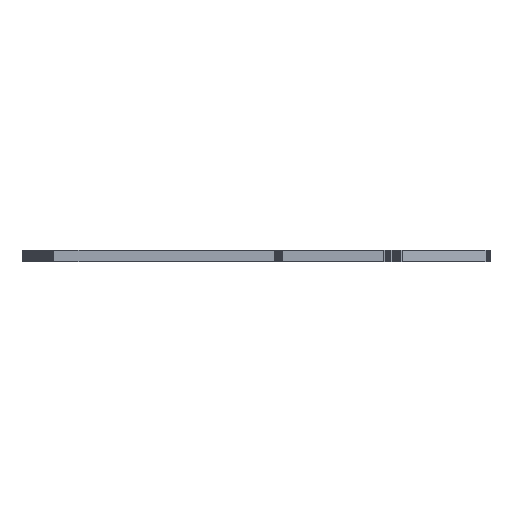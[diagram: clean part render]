
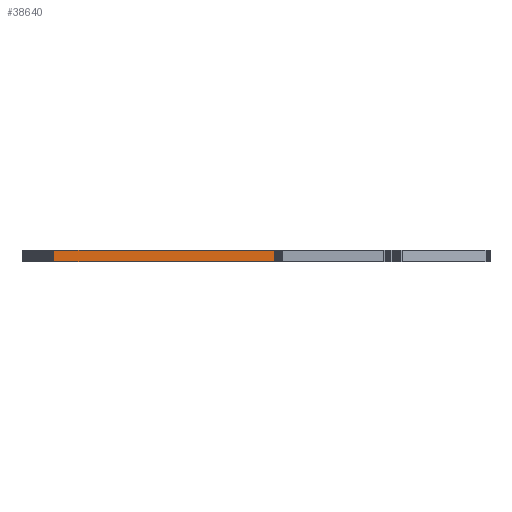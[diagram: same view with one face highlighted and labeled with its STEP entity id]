
A CAD part, left-side view. The second image highlights one B-rep face of the part: STEP entity #38640.
In plain terms, the highlighted face is a extrusion surface.
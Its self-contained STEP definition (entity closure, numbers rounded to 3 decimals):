
#73 = PLANE('',#74);
#74 = AXIS2_PLACEMENT_3D('',#75,#76,#77);
#75 = CARTESIAN_POINT('',(70.721,-57.486,3.));
#76 = DIRECTION('',(0.,0.,1.));
#77 = DIRECTION('',(1.,0.,0.));
#126 = PLANE('',#127);
#127 = AXIS2_PLACEMENT_3D('',#128,#129,#130);
#128 = CARTESIAN_POINT('',(70.721,-57.486,0.));
#129 = DIRECTION('',(0.,0.,1.));
#130 = DIRECTION('',(1.,0.,0.));
#6844 = VERTEX_POINT('',#6845);
#6845 = CARTESIAN_POINT('',(27.739,-8.1,0.));
#6857 = SURFACE_OF_LINEAR_EXTRUSION('',#6858,#6861);
#6858 = B_SPLINE_CURVE_WITH_KNOTS('',1,(#6859,#6860),.UNSPECIFIED.,.F.,
  .F.,(2,2),(0.,60.133),.PIECEWISE_BEZIER_KNOTS.);
#6859 = CARTESIAN_POINT('',(27.75,-7.948,0.));
#6860 = CARTESIAN_POINT('',(27.739,-8.1,0.));
#6861 = VECTOR('',#6862,1.);
#6862 = DIRECTION('',(-0.,-0.,-1.));
#6870 = EDGE_CURVE('',#6844,#6871,#6873,.T.);
#6871 = VERTEX_POINT('',#6872);
#6872 = CARTESIAN_POINT('',(27.739,-63.36,0.));
#6873 = SURFACE_CURVE('',#6874,(#6877,#6883),.PCURVE_S1.);
#6874 = B_SPLINE_CURVE_WITH_KNOTS('',1,(#6875,#6876),.UNSPECIFIED.,.F.,
  .F.,(2,2),(0.,21756.),.PIECEWISE_BEZIER_KNOTS.);
#6875 = CARTESIAN_POINT('',(27.739,-8.1,0.));
#6876 = CARTESIAN_POINT('',(27.739,-63.36,0.));
#6877 = PCURVE('',#126,#6878);
#6878 = DEFINITIONAL_REPRESENTATION('',(#6879),#6882);
#6879 = B_SPLINE_CURVE_WITH_KNOTS('',1,(#6880,#6881),.UNSPECIFIED.,.F.,
  .F.,(2,2),(0.,21756.),.PIECEWISE_BEZIER_KNOTS.);
#6880 = CARTESIAN_POINT('',(-42.981,49.386));
#6881 = CARTESIAN_POINT('',(-42.981,-5.875));
#6882 = ( GEOMETRIC_REPRESENTATION_CONTEXT(2) 
PARAMETRIC_REPRESENTATION_CONTEXT() REPRESENTATION_CONTEXT('2D SPACE',''
  ) );
#6883 = PCURVE('',#6884,#6890);
#6884 = SURFACE_OF_LINEAR_EXTRUSION('',#6885,#6888);
#6885 = B_SPLINE_CURVE_WITH_KNOTS('',1,(#6886,#6887),.UNSPECIFIED.,.F.,
  .F.,(2,2),(0.,21756.),.PIECEWISE_BEZIER_KNOTS.);
#6886 = CARTESIAN_POINT('',(27.739,-8.1,0.));
#6887 = CARTESIAN_POINT('',(27.739,-63.36,0.));
#6888 = VECTOR('',#6889,1.);
#6889 = DIRECTION('',(-0.,-0.,-1.));
#6890 = DEFINITIONAL_REPRESENTATION('',(#6891),#6895);
#6891 = LINE('',#6892,#6893);
#6892 = CARTESIAN_POINT('',(0.,0.));
#6893 = VECTOR('',#6894,1.);
#6894 = DIRECTION('',(1.,0.));
#6895 = ( GEOMETRIC_REPRESENTATION_CONTEXT(2) 
PARAMETRIC_REPRESENTATION_CONTEXT() REPRESENTATION_CONTEXT('2D SPACE',''
  ) );
#6911 = SURFACE_OF_LINEAR_EXTRUSION('',#6912,#6915);
#6912 = B_SPLINE_CURVE_WITH_KNOTS('',1,(#6913,#6914),.UNSPECIFIED.,.F.,
  .F.,(2,2),(0.,80.399),.PIECEWISE_BEZIER_KNOTS.);
#6913 = CARTESIAN_POINT('',(27.739,-63.36,0.));
#6914 = CARTESIAN_POINT('',(27.719,-63.564,0.));
#6915 = VECTOR('',#6916,1.);
#6916 = DIRECTION('',(-0.,-0.,-1.));
#23094 = VERTEX_POINT('',#23095);
#23095 = CARTESIAN_POINT('',(27.739,-8.1,3.));
#23114 = EDGE_CURVE('',#23094,#23115,#23117,.T.);
#23115 = VERTEX_POINT('',#23116);
#23116 = CARTESIAN_POINT('',(27.739,-63.36,3.));
#23117 = SURFACE_CURVE('',#23118,(#23121,#23127),.PCURVE_S1.);
#23118 = B_SPLINE_CURVE_WITH_KNOTS('',1,(#23119,#23120),.UNSPECIFIED.,
  .F.,.F.,(2,2),(0.,21756.),.PIECEWISE_BEZIER_KNOTS.);
#23119 = CARTESIAN_POINT('',(27.739,-8.1,3.));
#23120 = CARTESIAN_POINT('',(27.739,-63.36,3.));
#23121 = PCURVE('',#73,#23122);
#23122 = DEFINITIONAL_REPRESENTATION('',(#23123),#23126);
#23123 = B_SPLINE_CURVE_WITH_KNOTS('',1,(#23124,#23125),.UNSPECIFIED.,
  .F.,.F.,(2,2),(0.,21756.),.PIECEWISE_BEZIER_KNOTS.);
#23124 = CARTESIAN_POINT('',(-42.981,49.386));
#23125 = CARTESIAN_POINT('',(-42.981,-5.875));
#23126 = ( GEOMETRIC_REPRESENTATION_CONTEXT(2) 
PARAMETRIC_REPRESENTATION_CONTEXT() REPRESENTATION_CONTEXT('2D SPACE',''
  ) );
#23127 = PCURVE('',#6884,#23128);
#23128 = DEFINITIONAL_REPRESENTATION('',(#23129),#23133);
#23129 = LINE('',#23130,#23131);
#23130 = CARTESIAN_POINT('',(0.,-3.));
#23131 = VECTOR('',#23132,1.);
#23132 = DIRECTION('',(1.,0.));
#23133 = ( GEOMETRIC_REPRESENTATION_CONTEXT(2) 
PARAMETRIC_REPRESENTATION_CONTEXT() REPRESENTATION_CONTEXT('2D SPACE',''
  ) );
#38590 = EDGE_CURVE('',#6871,#23115,#38591,.T.);
#38591 = SURFACE_CURVE('',#38592,(#38596,#38603),.PCURVE_S1.);
#38592 = LINE('',#38593,#38594);
#38593 = CARTESIAN_POINT('',(27.739,-63.36,0.));
#38594 = VECTOR('',#38595,1.);
#38595 = DIRECTION('',(0.,0.,1.));
#38596 = PCURVE('',#6911,#38597);
#38597 = DEFINITIONAL_REPRESENTATION('',(#38598),#38602);
#38598 = LINE('',#38599,#38600);
#38599 = CARTESIAN_POINT('',(0.,0.));
#38600 = VECTOR('',#38601,1.);
#38601 = DIRECTION('',(0.,-1.));
#38602 = ( GEOMETRIC_REPRESENTATION_CONTEXT(2) 
PARAMETRIC_REPRESENTATION_CONTEXT() REPRESENTATION_CONTEXT('2D SPACE',''
  ) );
#38603 = PCURVE('',#6884,#38604);
#38604 = DEFINITIONAL_REPRESENTATION('',(#38605),#38609);
#38605 = LINE('',#38606,#38607);
#38606 = CARTESIAN_POINT('',(21756.,0.));
#38607 = VECTOR('',#38608,1.);
#38608 = DIRECTION('',(0.,-1.));
#38609 = ( GEOMETRIC_REPRESENTATION_CONTEXT(2) 
PARAMETRIC_REPRESENTATION_CONTEXT() REPRESENTATION_CONTEXT('2D SPACE',''
  ) );
#38640 = ADVANCED_FACE('',(#38641),#6884,.F.);
#38641 = FACE_BOUND('',#38642,.F.);
#38642 = EDGE_LOOP('',(#38643,#38664,#38665,#38666));
#38643 = ORIENTED_EDGE('',*,*,#38644,.T.);
#38644 = EDGE_CURVE('',#6844,#23094,#38645,.T.);
#38645 = SURFACE_CURVE('',#38646,(#38650,#38657),.PCURVE_S1.);
#38646 = LINE('',#38647,#38648);
#38647 = CARTESIAN_POINT('',(27.739,-8.1,0.));
#38648 = VECTOR('',#38649,1.);
#38649 = DIRECTION('',(0.,0.,1.));
#38650 = PCURVE('',#6884,#38651);
#38651 = DEFINITIONAL_REPRESENTATION('',(#38652),#38656);
#38652 = LINE('',#38653,#38654);
#38653 = CARTESIAN_POINT('',(0.,0.));
#38654 = VECTOR('',#38655,1.);
#38655 = DIRECTION('',(0.,-1.));
#38656 = ( GEOMETRIC_REPRESENTATION_CONTEXT(2) 
PARAMETRIC_REPRESENTATION_CONTEXT() REPRESENTATION_CONTEXT('2D SPACE',''
  ) );
#38657 = PCURVE('',#6857,#38658);
#38658 = DEFINITIONAL_REPRESENTATION('',(#38659),#38663);
#38659 = LINE('',#38660,#38661);
#38660 = CARTESIAN_POINT('',(60.133,0.));
#38661 = VECTOR('',#38662,1.);
#38662 = DIRECTION('',(0.,-1.));
#38663 = ( GEOMETRIC_REPRESENTATION_CONTEXT(2) 
PARAMETRIC_REPRESENTATION_CONTEXT() REPRESENTATION_CONTEXT('2D SPACE',''
  ) );
#38664 = ORIENTED_EDGE('',*,*,#23114,.T.);
#38665 = ORIENTED_EDGE('',*,*,#38590,.F.);
#38666 = ORIENTED_EDGE('',*,*,#6870,.F.);
